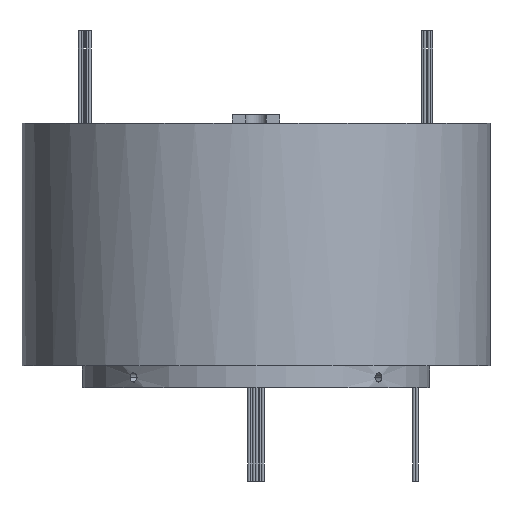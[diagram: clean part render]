
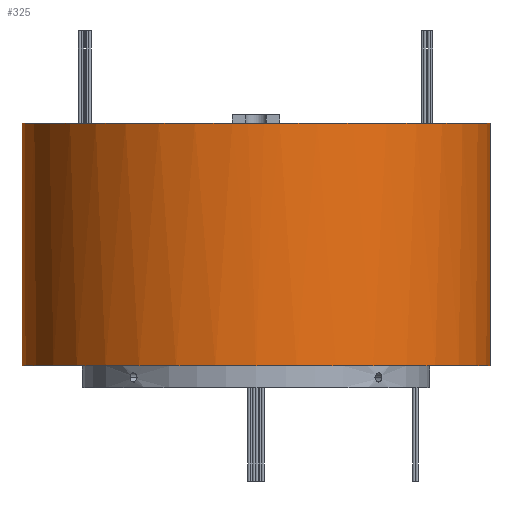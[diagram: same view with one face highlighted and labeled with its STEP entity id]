
A CAD part, front view. The second image highlights one B-rep face of the part: STEP entity #325.
In plain terms, the highlighted cylindrical face has radius 172.5 mm (diameter 345 mm), a partial arc.
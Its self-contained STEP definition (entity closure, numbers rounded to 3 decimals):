
#325=ADVANCED_FACE('',(#680),#535,.T.);
#535=CYLINDRICAL_SURFACE('',#3937,172.5);
#680=FACE_OUTER_BOUND('',#946,.T.);
#946=EDGE_LOOP('',(#1974,#1975,#1976,#1977,#1978,#1979));
#1250=LINE('',#6299,#1458);
#1251=LINE('',#6303,#1459);
#1458=VECTOR('',#4689,1.);
#1459=VECTOR('',#4692,1.);
#1974=ORIENTED_EDGE('',*,*,#3137,.F.);
#1975=ORIENTED_EDGE('',*,*,#3213,.F.);
#1976=ORIENTED_EDGE('',*,*,#3234,.F.);
#1977=ORIENTED_EDGE('',*,*,#3173,.F.);
#1978=ORIENTED_EDGE('',*,*,#3139,.T.);
#1979=ORIENTED_EDGE('',*,*,#3233,.T.);
#2798=VERTEX_POINT('',#6297);
#2800=VERTEX_POINT('',#6300);
#2801=VERTEX_POINT('',#6302);
#2802=VERTEX_POINT('',#6304);
#2815=VERTEX_POINT('',#6417);
#2824=VERTEX_POINT('',#6470);
#3137=EDGE_CURVE('',#2798,#2800,#1250,.T.);
#3139=EDGE_CURVE('',#2802,#2801,#1251,.T.);
#3173=EDGE_CURVE('',#2802,#2815,#3514,.T.);
#3213=EDGE_CURVE('',#2824,#2798,#3552,.T.);
#3233=EDGE_CURVE('',#2801,#2800,#3569,.T.);
#3234=EDGE_CURVE('',#2815,#2824,#3570,.T.);
#3514=CIRCLE('',#3871,172.5);
#3552=CIRCLE('',#3914,172.5);
#3569=CIRCLE('',#3934,172.5);
#3570=CIRCLE('',#3936,172.5);
#3871=AXIS2_PLACEMENT_3D('',#6416,#4758,#4759);
#3914=AXIS2_PLACEMENT_3D('',#6471,#4846,#4847);
#3934=AXIS2_PLACEMENT_3D('',#6563,#4887,#4888);
#3936=AXIS2_PLACEMENT_3D('',#6565,#4891,#4892);
#3937=AXIS2_PLACEMENT_3D('',#6566,#4893,#4894);
#4689=DIRECTION('',(0.,0.,-1.));
#4692=DIRECTION('',(0.,0.,-1.));
#4758=DIRECTION('',(0.,0.,1.));
#4759=DIRECTION('',(1.,0.,0.));
#4846=DIRECTION('',(0.,0.,1.));
#4847=DIRECTION('',(1.,0.,0.));
#4887=DIRECTION('',(0.,0.,1.));
#4888=DIRECTION('',(1.,0.,0.));
#4891=DIRECTION('',(0.,0.,1.));
#4892=DIRECTION('',(1.,0.,0.));
#4893=DIRECTION('',(0.,0.,-1.));
#4894=DIRECTION('',(1.,0.,0.));
#6297=CARTESIAN_POINT('',(172.5,0.,195.));
#6299=CARTESIAN_POINT('',(172.5,0.,195.));
#6300=CARTESIAN_POINT('',(172.5,0.,16.));
#6302=CARTESIAN_POINT('',(-172.5,0.,16.));
#6303=CARTESIAN_POINT('',(-172.5,0.,195.));
#6304=CARTESIAN_POINT('',(-172.5,0.,195.));
#6416=CARTESIAN_POINT('',(0.,0.,195.));
#6417=CARTESIAN_POINT('',(-17.5,-171.61,195.));
#6470=CARTESIAN_POINT('',(17.5,-171.61,195.));
#6471=CARTESIAN_POINT('',(0.,0.,195.));
#6563=CARTESIAN_POINT('',(0.,0.,16.));
#6565=CARTESIAN_POINT('',(0.,0.,195.));
#6566=CARTESIAN_POINT('',(0.,0.,195.));
